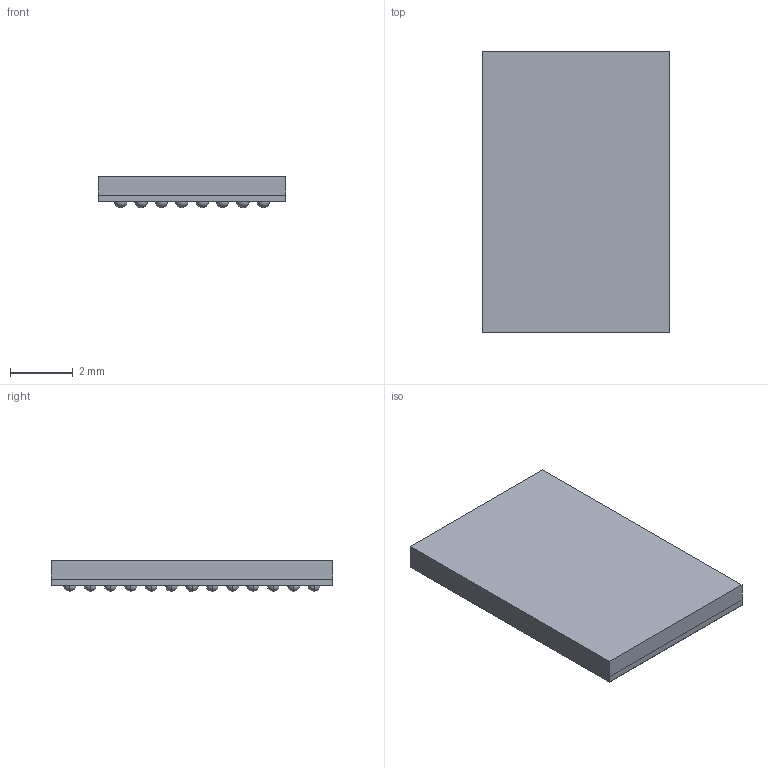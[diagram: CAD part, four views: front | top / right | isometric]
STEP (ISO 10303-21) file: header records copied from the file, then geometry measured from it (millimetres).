
FILE_DESCRIPTION((''),'2;1');
FILE_NAME('NMA0098A_ASM','2020-01-31T14:01:32',('a0412086'),(''),'CREO PARAMETRIC BY PTC INC, 2018500','CREO PARAMETRIC BY PTC INC, 2018500','');
FILE_SCHEMA(('CONFIG_CONTROL_DESIGN','SHAPE_APPEARANCE_LAYERS_GROUPS'));
Length unit declared in the file: millimetre
Products named in the file (78): CORE_AF0; SOLDER_BALL; SOLDER_BALL_AF0; SOLDER_BALL_AF1; SOLDER_BALL_AF2; SOLDER_BALL_AF3; SOLDER_BALL_AF4; SOLDER_BALL_AF5; SOLDER_BALL_AF66; SOLDER_BALL_AF6; SOLDER_BALL_AF7; SOLDER_BALL_AF8; SOLDER_BALL_AF9; SOLDER_BALL_AF10; SOLDER_BALL_AF11; SOLDER_BALL_AF67; SOLDER_BALL_AF12; SOLDER_BALL_AF13; SOLDER_BALL_AF14; SOLDER_BALL_AF15; SOLDER_BALL_AF16; SOLDER_BALL_AF17; SOLDER_BALL_AF68; SOLDER_BALL_AF18; SOLDER_BALL_AF19; SOLDER_BALL_AF20; SOLDER_BALL_AF21; SOLDER_BALL_AF22; SOLDER_BALL_AF23; SOLDER_BALL_AF69; SOLDER_BALL_AF24; SOLDER_BALL_AF25; SOLDER_BALL_AF26; SOLDER_BALL_AF27; SOLDER_BALL_AF28; SOLDER_BALL_AF29; SOLDER_BALL_AF70; SOLDER_BALL_AF30; SOLDER_BALL_AF31; SOLDER_BALL_AF32 ...
Assembly tree (107 placements, depth 2):
  NMA0098A_ASM
    CORE_AF0
    SOLDER_BALL  x31
    SOLDER_BALL_AF0
    SOLDER_BALL_AF1
    SOLDER_BALL_AF2
    SOLDER_BALL_AF3
    SOLDER_BALL_AF4
    SOLDER_BALL_AF5
    SOLDER_BALL_AF66
    SOLDER_BALL_AF6
    SOLDER_BALL_AF7
    SOLDER_BALL_AF8
    SOLDER_BALL_AF9
    SOLDER_BALL_AF10
    SOLDER_BALL_AF11
    SOLDER_BALL_AF67
    SOLDER_BALL_AF12
    SOLDER_BALL_AF13
    SOLDER_BALL_AF14
    SOLDER_BALL_AF15
    SOLDER_BALL_AF16
    SOLDER_BALL_AF17
    SOLDER_BALL_AF68
    SOLDER_BALL_AF18
    SOLDER_BALL_AF19
    SOLDER_BALL_AF20
    SOLDER_BALL_AF21
    SOLDER_BALL_AF22
    SOLDER_BALL_AF23
    SOLDER_BALL_AF69
    SOLDER_BALL_AF24
    SOLDER_BALL_AF25
    SOLDER_BALL_AF26
    SOLDER_BALL_AF27
    SOLDER_BALL_AF28
    SOLDER_BALL_AF29
    SOLDER_BALL_AF70
    SOLDER_BALL_AF30
    SOLDER_BALL_AF31
    SOLDER_BALL_AF32
    SOLDER_BALL_AF33
    SOLDER_BALL_AF34
    SOLDER_BALL_AF35
    SOLDER_BALL_AF71
    SOLDER_BALL_AF36
    SOLDER_BALL_AF37
    SOLDER_BALL_AF38
    SOLDER_BALL_AF39
    SOLDER_BALL_AF40
    SOLDER_BALL_AF41
    SOLDER_BALL_AF72
    SOLDER_BALL_AF42
    SOLDER_BALL_AF43
    SOLDER_BALL_AF44
    SOLDER_BALL_AF45
    SOLDER_BALL_AF46
    SOLDER_BALL_AF47
    SOLDER_BALL_AF48
    SOLDER_BALL_AF49
Bounding box: 6 x 9 x 1 mm (x, y, z)
Volume: 45.4 mm3; surface area: 385.2 mm2
Topology: 101 solids, 101 shells, 312 faces, 624 edges, 318 vertices
Faces by surface type: sphere 196, plane 116
Entity records: 8275 total; most frequent: DIRECTION 1394, CARTESIAN_POINT 943, AXIS2_PLACEMENT_3D 679, ORIENTED_EDGE 616, PRESENTATION_STYLE_ASSIGNMENT 379, STYLED_ITEM 379, CURVE_STYLE 308, EDGE_CURVE 308
